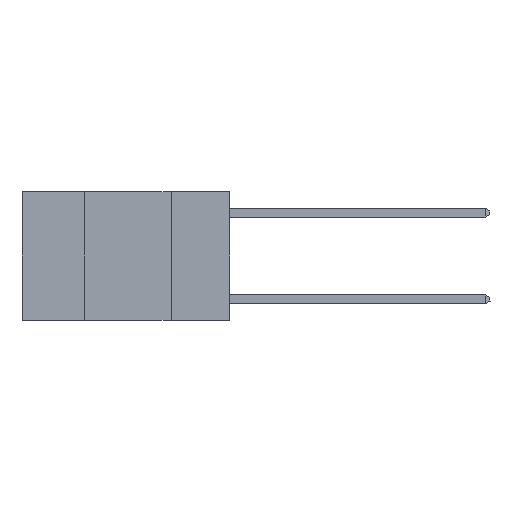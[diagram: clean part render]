
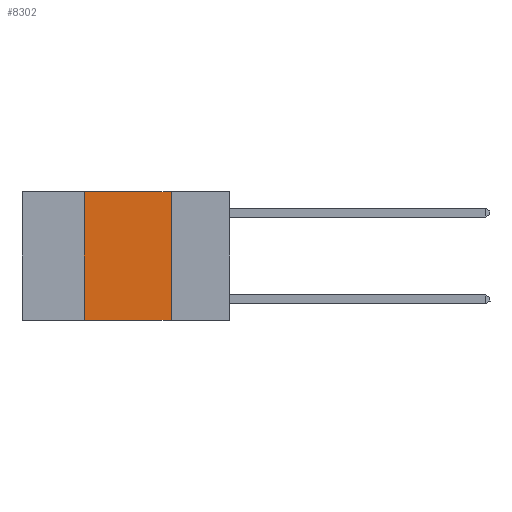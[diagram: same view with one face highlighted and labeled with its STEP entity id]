
A CAD part, left-side view. The second image highlights one B-rep face of the part: STEP entity #8302.
In plain terms, the highlighted planar face has unit normal (-1, 0, 0).
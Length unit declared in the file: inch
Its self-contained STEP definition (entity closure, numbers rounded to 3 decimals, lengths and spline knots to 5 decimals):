
#561 = DIRECTION ( 'NONE',  ( 0., 0., -1. ) ) ;
#735 = CARTESIAN_POINT ( 'NONE',  ( 0., 0.42, -0.37 ) ) ;
#911 = VERTEX_POINT ( 'NONE', #7189 ) ;
#988 = CARTESIAN_POINT ( 'NONE',  ( 0., 0.17, 0. ) ) ;
#1198 = CARTESIAN_POINT ( 'NONE',  ( 0., 0.42, 0. ) ) ;
#1284 = VECTOR ( 'NONE', #5574, 39.37008 ) ;
#1660 = LINE ( 'NONE', #6849, #6626 ) ;
#1667 = DIRECTION ( 'NONE',  ( 0., 0., -1. ) ) ;
#1909 = ORIENTED_EDGE ( 'NONE', *, *, #3624, .F. ) ;
#2108 = VECTOR ( 'NONE', #6411, 39.37008 ) ;
#2130 = ORIENTED_EDGE ( 'NONE', *, *, #5993, .F. ) ;
#2392 = FACE_OUTER_BOUND ( 'NONE', #7580, .T. ) ;
#3063 = VERTEX_POINT ( 'NONE', #988 ) ;
#3187 = PLANE ( 'NONE',  #8340 ) ;
#3361 = ORIENTED_EDGE ( 'NONE', *, *, #6311, .F. ) ;
#3387 = VERTEX_POINT ( 'NONE', #735 ) ;
#3624 = EDGE_CURVE ( 'NONE', #3063, #911, #4656, .T. ) ;
#4143 = VERTEX_POINT ( 'NONE', #7473 ) ;
#4310 = CARTESIAN_POINT ( 'NONE',  ( 0., 0.6, 0. ) ) ;
#4515 = DIRECTION ( 'NONE',  ( 1., 0., 0. ) ) ;
#4593 = ORIENTED_EDGE ( 'NONE', *, *, #4765, .T. ) ;
#4656 = LINE ( 'NONE', #5587, #6151 ) ;
#4765 = EDGE_CURVE ( 'NONE', #3387, #911, #1660, .T. ) ;
#5574 = DIRECTION ( 'NONE',  ( 0., -1., 0. ) ) ;
#5587 = CARTESIAN_POINT ( 'NONE',  ( 0., 0.17, 0. ) ) ;
#5993 = EDGE_CURVE ( 'NONE', #4143, #3063, #8168, .T. ) ;
#6151 = VECTOR ( 'NONE', #1667, 39.37008 ) ;
#6311 = EDGE_CURVE ( 'NONE', #3387, #4143, #7482, .T. ) ;
#6411 = DIRECTION ( 'NONE',  ( 0., 0., 1. ) ) ;
#6626 = VECTOR ( 'NONE', #7489, 39.37008 ) ;
#6849 = CARTESIAN_POINT ( 'NONE',  ( 0., 0.6, -0.37 ) ) ;
#7189 = CARTESIAN_POINT ( 'NONE',  ( 0., 0.17, -0.37 ) ) ;
#7473 = CARTESIAN_POINT ( 'NONE',  ( 0., 0.42, 0. ) ) ;
#7482 = LINE ( 'NONE', #1198, #2108 ) ;
#7489 = DIRECTION ( 'NONE',  ( 0., -1., 0. ) ) ;
#7580 = EDGE_LOOP ( 'NONE', ( #1909, #2130, #3361, #4593 ) ) ;
#8168 = LINE ( 'NONE', #4310, #1284 ) ;
#8302 = ADVANCED_FACE ( 'NONE', ( #2392 ), #3187, .F. ) ;
#8315 = CARTESIAN_POINT ( 'NONE',  ( 0., 0.6, 0. ) ) ;
#8340 = AXIS2_PLACEMENT_3D ( 'NONE', #8315, #4515, #561 ) ;
